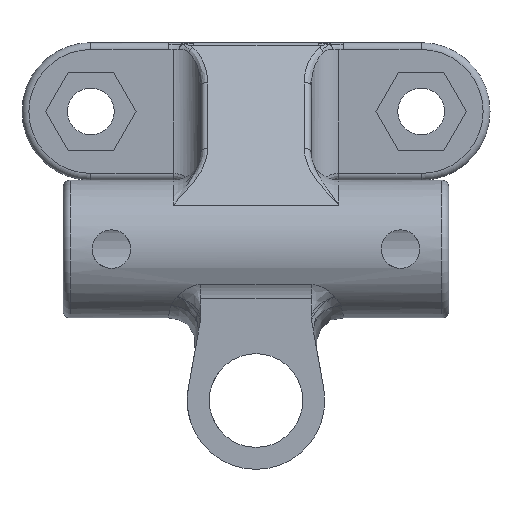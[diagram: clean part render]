
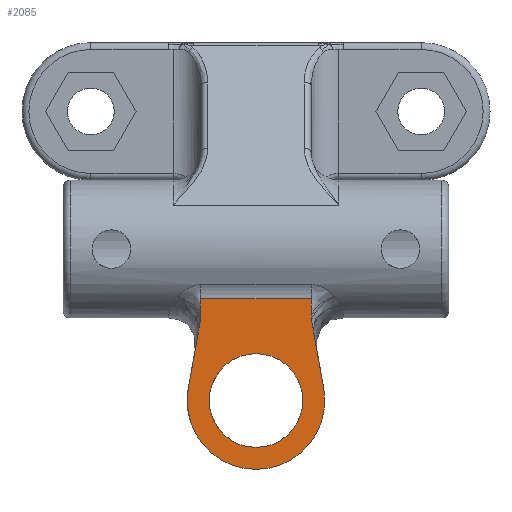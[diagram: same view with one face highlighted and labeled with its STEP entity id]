
A CAD part, front view. The second image highlights one B-rep face of the part: STEP entity #2085.
In plain terms, the highlighted planar face has unit normal (0, -1, 0).
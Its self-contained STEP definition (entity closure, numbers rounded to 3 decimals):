
#21=FACE_BOUND('',#545,.T.);
#41=PLANE('',#2281);
#121=LINE('',#8003,#225);
#122=LINE('',#8012,#226);
#129=LINE('',#8271,#233);
#130=LINE('',#8326,#234);
#131=LINE('',#8356,#235);
#132=LINE('',#8410,#236);
#134=LINE('',#8414,#238);
#225=VECTOR('',#2617,10.);
#226=VECTOR('',#2620,10.);
#233=VECTOR('',#2647,10.);
#234=VECTOR('',#2654,10.);
#235=VECTOR('',#2659,10.);
#236=VECTOR('',#2664,10.);
#238=VECTOR('',#2670,10.);
#417=FACE_OUTER_BOUND('',#544,.T.);
#544=EDGE_LOOP('',(#1795,#1796,#1797,#1798,#1799,#1800,#1801,#1802,#1803,
#1804));
#545=EDGE_LOOP('',(#1805));
#600=CIRCLE('',#2159,5.);
#661=CIRCLE('',#2274,2.);
#665=CIRCLE('',#2278,2.);
#666=CIRCLE('',#2282,3.4);
#841=VERTEX_POINT('',#6236);
#842=VERTEX_POINT('',#6238);
#946=VERTEX_POINT('',#7929);
#948=VERTEX_POINT('',#8005);
#955=VERTEX_POINT('',#8268);
#956=VERTEX_POINT('',#8270);
#957=VERTEX_POINT('',#8293);
#958=VERTEX_POINT('',#8352);
#959=VERTEX_POINT('',#8354);
#960=VERTEX_POINT('',#8377);
#961=VERTEX_POINT('',#8416);
#1060=EDGE_CURVE('',#842,#841,#600,.T.);
#1227=EDGE_CURVE('',#946,#842,#121,.T.);
#1229=EDGE_CURVE('',#841,#948,#122,.T.);
#1247=EDGE_CURVE('',#956,#955,#129,.T.);
#1250=EDGE_CURVE('',#956,#957,#661,.T.);
#1251=EDGE_CURVE('',#948,#957,#130,.T.);
#1254=EDGE_CURVE('',#959,#958,#131,.T.);
#1256=EDGE_CURVE('',#960,#959,#665,.T.);
#1257=EDGE_CURVE('',#960,#946,#132,.T.);
#1259=EDGE_CURVE('',#958,#955,#134,.T.);
#1260=EDGE_CURVE('',#961,#961,#666,.T.);
#1795=ORIENTED_EDGE('',*,*,#1259,.F.);
#1796=ORIENTED_EDGE('',*,*,#1254,.F.);
#1797=ORIENTED_EDGE('',*,*,#1256,.F.);
#1798=ORIENTED_EDGE('',*,*,#1257,.T.);
#1799=ORIENTED_EDGE('',*,*,#1227,.T.);
#1800=ORIENTED_EDGE('',*,*,#1060,.T.);
#1801=ORIENTED_EDGE('',*,*,#1229,.T.);
#1802=ORIENTED_EDGE('',*,*,#1251,.T.);
#1803=ORIENTED_EDGE('',*,*,#1250,.F.);
#1804=ORIENTED_EDGE('',*,*,#1247,.T.);
#1805=ORIENTED_EDGE('',*,*,#1260,.T.);
#2085=ADVANCED_FACE('',(#417,#21),#41,.T.);
#2159=AXIS2_PLACEMENT_3D('',#6239,#2365,#2366);
#2274=AXIS2_PLACEMENT_3D('',#8295,#2652,#2653);
#2278=AXIS2_PLACEMENT_3D('',#8379,#2662,#2663);
#2281=AXIS2_PLACEMENT_3D('',#8415,#2671,#2672);
#2282=AXIS2_PLACEMENT_3D('',#8417,#2673,#2674);
#2365=DIRECTION('center_axis',(0.,-1.,0.));
#2366=DIRECTION('ref_axis',(1.,0.,0.));
#2617=DIRECTION('',(-0.177,0.,-0.984));
#2620=DIRECTION('',(-0.177,0.,0.984));
#2647=DIRECTION('',(0.,0.,1.));
#2652=DIRECTION('center_axis',(0.,-1.,0.));
#2653=DIRECTION('ref_axis',(-0.996,0.,-0.089));
#2654=DIRECTION('',(-0.177,0.,0.984));
#2659=DIRECTION('',(0.,0.,1.));
#2662=DIRECTION('center_axis',(0.,-1.,0.));
#2663=DIRECTION('ref_axis',(0.996,0.,-0.089));
#2664=DIRECTION('',(-0.177,0.,-0.984));
#2670=DIRECTION('',(1.,0.,0.));
#2671=DIRECTION('center_axis',(0.,-1.,0.));
#2672=DIRECTION('ref_axis',(0.,0.,-1.));
#2673=DIRECTION('center_axis',(0.,1.,0.));
#2674=DIRECTION('ref_axis',(-1.,0.,0.));
#6236=CARTESIAN_POINT('',(4.921,-10.,-20.114));
#6238=CARTESIAN_POINT('',(-4.921,-10.,-20.114));
#6239=CARTESIAN_POINT('Origin',(0.,-10.,-21.));
#7929=CARTESIAN_POINT('',(-4.198,-10.,-16.099));
#8003=CARTESIAN_POINT('',(-4.,-10.,-15.));
#8005=CARTESIAN_POINT('',(4.198,-10.,-16.099));
#8012=CARTESIAN_POINT('',(4.921,-10.,-20.114));
#8268=CARTESIAN_POINT('',(4.,-10.,-13.606));
#8270=CARTESIAN_POINT('',(4.,-10.,-14.821));
#8271=CARTESIAN_POINT('',(4.,-10.,-15.));
#8293=CARTESIAN_POINT('',(4.032,-10.,-15.176));
#8295=CARTESIAN_POINT('Origin',(6.,-10.,-14.821));
#8326=CARTESIAN_POINT('',(4.921,-10.,-20.114));
#8352=CARTESIAN_POINT('',(-4.,-10.,-13.606));
#8354=CARTESIAN_POINT('',(-4.,-10.,-14.821));
#8356=CARTESIAN_POINT('',(-4.,-10.,-15.));
#8377=CARTESIAN_POINT('',(-4.032,-10.,-15.176));
#8379=CARTESIAN_POINT('Origin',(-6.,-10.,-14.821));
#8410=CARTESIAN_POINT('',(-4.,-10.,-15.));
#8414=CARTESIAN_POINT('',(0.,-10.,-13.606));
#8415=CARTESIAN_POINT('Origin',(0.,-10.,-21.));
#8416=CARTESIAN_POINT('',(3.4,-10.,-21.));
#8417=CARTESIAN_POINT('Origin',(0.,-10.,-21.));
